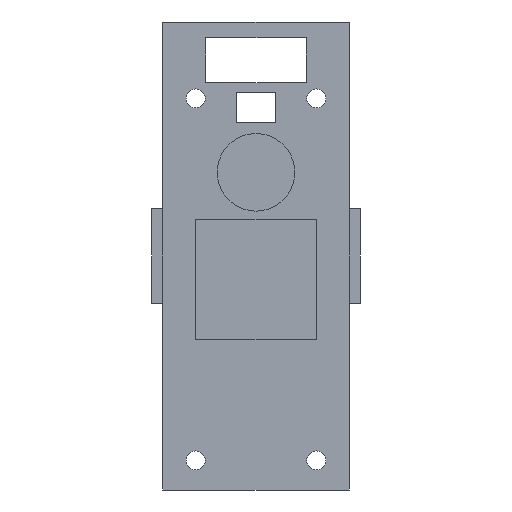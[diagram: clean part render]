
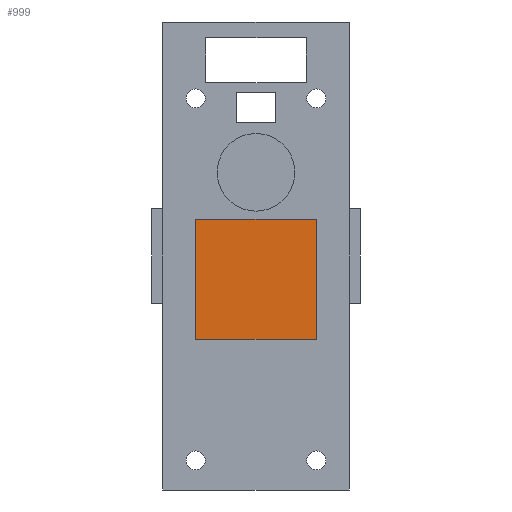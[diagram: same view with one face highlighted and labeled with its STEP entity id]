
A CAD part, front view. The second image highlights one B-rep face of the part: STEP entity #999.
In plain terms, the highlighted planar face has unit normal (0, -1, 0).
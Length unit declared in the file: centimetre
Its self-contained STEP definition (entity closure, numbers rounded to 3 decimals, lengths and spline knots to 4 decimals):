
#1 = DIRECTION ( 'NONE',  ( 0., 0., -1. ) ) ;
#27 = CARTESIAN_POINT ( 'NONE',  ( 0.95, 0.44, 0.5839 ) ) ;
#103 = VECTOR ( 'NONE', #1, 100. ) ;
#114 = VERTEX_POINT ( 'NONE', #1234 ) ;
#141 = PLANE ( 'NONE',  #1086 ) ;
#143 = LINE ( 'NONE', #1522, #103 ) ;
#155 = ORIENTED_EDGE ( 'NONE', *, *, #491, .T. ) ;
#224 = ORIENTED_EDGE ( 'NONE', *, *, #286, .T. ) ;
#271 = CARTESIAN_POINT ( 'NONE',  ( -0.95, 0.44, -1.3161 ) ) ;
#283 = VECTOR ( 'NONE', #1536, 100. ) ;
#286 = EDGE_CURVE ( 'NONE', #692, #114, #1179, .T. ) ;
#332 = CARTESIAN_POINT ( 'NONE',  ( 0.95, 0.44, -1.3161 ) ) ;
#401 = CARTESIAN_POINT ( 'NONE',  ( -0.95, 0.44, 0.5839 ) ) ;
#491 = EDGE_CURVE ( 'NONE', #1669, #502, #143, .T. ) ;
#502 = VERTEX_POINT ( 'NONE', #271 ) ;
#607 = VECTOR ( 'NONE', #1016, 100. ) ;
#672 = FACE_OUTER_BOUND ( 'NONE', #1517, .T. ) ;
#692 = VERTEX_POINT ( 'NONE', #1061 ) ;
#810 = ORIENTED_EDGE ( 'NONE', *, *, #1587, .T. ) ;
#860 = LINE ( 'NONE', #27, #607 ) ;
#979 = CARTESIAN_POINT ( 'NONE',  ( 0., 0.44, 0. ) ) ;
#999 = ADVANCED_FACE ( 'NONE', ( #672 ), #141, .F. ) ;
#1016 = DIRECTION ( 'NONE',  ( -1., 0., 0. ) ) ;
#1061 = CARTESIAN_POINT ( 'NONE',  ( 0.95, 0.44, -1.3161 ) ) ;
#1086 = AXIS2_PLACEMENT_3D ( 'NONE', #979, #1636, #1676 ) ;
#1098 = LINE ( 'NONE', #1559, #283 ) ;
#1179 = LINE ( 'NONE', #332, #1372 ) ;
#1234 = CARTESIAN_POINT ( 'NONE',  ( 0.95, 0.44, 0.5839 ) ) ;
#1327 = EDGE_CURVE ( 'NONE', #114, #1669, #860, .T. ) ;
#1372 = VECTOR ( 'NONE', #1735, 100. ) ;
#1398 = ORIENTED_EDGE ( 'NONE', *, *, #1327, .T. ) ;
#1517 = EDGE_LOOP ( 'NONE', ( #155, #810, #224, #1398 ) ) ;
#1522 = CARTESIAN_POINT ( 'NONE',  ( -0.95, 0.44, -1.3161 ) ) ;
#1536 = DIRECTION ( 'NONE',  ( 1., 0., 0. ) ) ;
#1559 = CARTESIAN_POINT ( 'NONE',  ( 0.95, 0.44, -1.3161 ) ) ;
#1587 = EDGE_CURVE ( 'NONE', #502, #692, #1098, .T. ) ;
#1636 = DIRECTION ( 'NONE',  ( 0., 1., 0. ) ) ;
#1669 = VERTEX_POINT ( 'NONE', #401 ) ;
#1676 = DIRECTION ( 'NONE',  ( 0., 0., 1. ) ) ;
#1735 = DIRECTION ( 'NONE',  ( 0., 0., 1. ) ) ;
